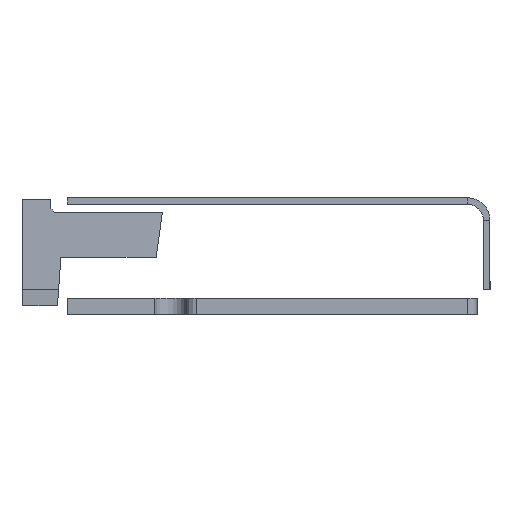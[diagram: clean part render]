
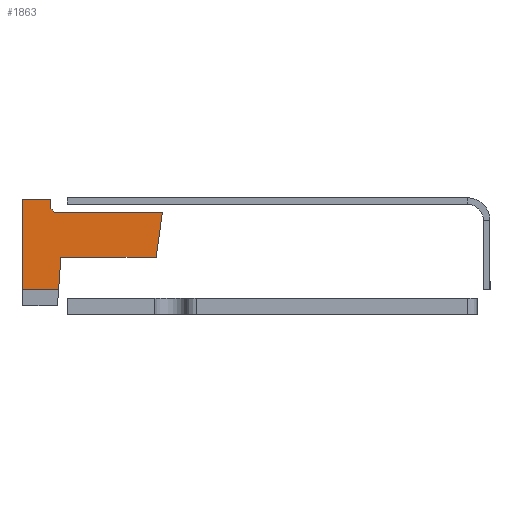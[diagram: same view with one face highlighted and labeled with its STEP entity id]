
A CAD part, left-side view. The second image highlights one B-rep face of the part: STEP entity #1863.
In plain terms, the highlighted planar face has unit normal (-0.999, 0, 0.035).
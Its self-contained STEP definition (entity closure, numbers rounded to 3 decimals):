
#12 = EDGE_CURVE ( 'NONE', #2326, #436, #1304, .T. ) ;
#34 = CARTESIAN_POINT ( 'NONE',  ( -2., 0., -1. ) ) ;
#52 = DIRECTION ( 'NONE',  ( 0.035, 0., 0.999 ) ) ;
#113 = ORIENTED_EDGE ( 'NONE', *, *, #1889, .T. ) ;
#132 = ORIENTED_EDGE ( 'NONE', *, *, #1695, .F. ) ;
#148 = CARTESIAN_POINT ( 'NONE',  ( -1.916, 3.35, 1.4 ) ) ;
#157 = EDGE_CURVE ( 'NONE', #823, #685, #1137, .T. ) ;
#205 = CARTESIAN_POINT ( 'NONE',  ( -1.916, 0., 1.4 ) ) ;
#255 = DIRECTION ( 'NONE',  ( -0.035, 0.07, -0.997 ) ) ;
#258 = CARTESIAN_POINT ( 'NONE',  ( -1.965, 0.197, 0. ) ) ;
#263 = DIRECTION ( 'NONE',  ( -0.999, 0., 0.035 ) ) ;
#268 = VERTEX_POINT ( 'NONE', #205 ) ;
#277 = VECTOR ( 'NONE', #255, 1000. ) ;
#310 = DIRECTION ( 'NONE',  ( 0., -1., 0. ) ) ;
#395 = VECTOR ( 'NONE', #1900, 1000. ) ;
#436 = VERTEX_POINT ( 'NONE', #971 ) ;
#449 = CARTESIAN_POINT ( 'NONE',  ( -2., 4.35, -1. ) ) ;
#477 = DIRECTION ( 'NONE',  ( 0., -1., 0. ) ) ;
#492 = EDGE_LOOP ( 'NONE', ( #2438, #113, #1246, #1481, #1802, #1055, #816, #1220, #132 ) ) ;
#646 = LINE ( 'NONE', #1955, #1072 ) ;
#675 = VECTOR ( 'NONE', #477, 1000. ) ;
#685 = VERTEX_POINT ( 'NONE', #2367 ) ;
#716 = VECTOR ( 'NONE', #1257, 1000. ) ;
#799 = CARTESIAN_POINT ( 'NONE',  ( -2., 3.215, -1. ) ) ;
#807 = DIRECTION ( 'NONE',  ( 0.025, 0.707, 0.707 ) ) ;
#816 = ORIENTED_EDGE ( 'NONE', *, *, #157, .T. ) ;
#823 = VERTEX_POINT ( 'NONE', #148 ) ;
#825 = FACE_OUTER_BOUND ( 'NONE', #492, .T. ) ;
#920 = CARTESIAN_POINT ( 'NONE',  ( -2.017, 4.35, -1.499 ) ) ;
#944 = CARTESIAN_POINT ( 'NONE',  ( -1.916, 3.45, 1.397 ) ) ;
#971 = CARTESIAN_POINT ( 'NONE',  ( -1.902, 4.35, 1.8 ) ) ;
#1055 = ORIENTED_EDGE ( 'NONE', *, *, #2205, .F. ) ;
#1072 = VECTOR ( 'NONE', #310, 1000. ) ;
#1137 = LINE ( 'NONE', #2071, #2111 ) ;
#1144 = EDGE_CURVE ( 'NONE', #2235, #1940, #1546, .T. ) ;
#1151 = LINE ( 'NONE', #2092, #395 ) ;
#1213 = CARTESIAN_POINT ( 'NONE',  ( -1.902, 3.471, 1.8 ) ) ;
#1220 = ORIENTED_EDGE ( 'NONE', *, *, #1387, .F. ) ;
#1246 = ORIENTED_EDGE ( 'NONE', *, *, #1588, .F. ) ;
#1250 = VERTEX_POINT ( 'NONE', #1213 ) ;
#1257 = DIRECTION ( 'NONE',  ( 0., -1., 0. ) ) ;
#1304 = LINE ( 'NONE', #920, #1876 ) ;
#1387 = EDGE_CURVE ( 'NONE', #1250, #685, #1689, .T. ) ;
#1473 = DIRECTION ( 'NONE',  ( 0.035, 0., 0.999 ) ) ;
#1481 = ORIENTED_EDGE ( 'NONE', *, *, #1144, .F. ) ;
#1507 = EDGE_CURVE ( 'NONE', #268, #2235, #1151, .T. ) ;
#1546 = LINE ( 'NONE', #2299, #2242 ) ;
#1560 = PLANE ( 'NONE',  #1895 ) ;
#1588 = EDGE_CURVE ( 'NONE', #1940, #2038, #1783, .T. ) ;
#1629 = CARTESIAN_POINT ( 'NONE',  ( -1.902, 3.45, 1.8 ) ) ;
#1689 = LINE ( 'NONE', #944, #2116 ) ;
#1695 = EDGE_CURVE ( 'NONE', #436, #1250, #2218, .T. ) ;
#1732 = LINE ( 'NONE', #34, #675 ) ;
#1738 = DIRECTION ( 'NONE',  ( 0., 1., 0. ) ) ;
#1778 = CARTESIAN_POINT ( 'NONE',  ( -1.965, 3.145, 0. ) ) ;
#1783 = LINE ( 'NONE', #2141, #277 ) ;
#1802 = ORIENTED_EDGE ( 'NONE', *, *, #1507, .F. ) ;
#1863 = ADVANCED_FACE ( 'NONE', ( #825 ), #1560, .T. ) ;
#1876 = VECTOR ( 'NONE', #1473, 1000. ) ;
#1889 = EDGE_CURVE ( 'NONE', #2326, #2038, #1732, .T. ) ;
#1895 = AXIS2_PLACEMENT_3D ( 'NONE', #2137, #263, #52 ) ;
#1900 = DIRECTION ( 'NONE',  ( -0.035, 0.139, -0.99 ) ) ;
#1940 = VERTEX_POINT ( 'NONE', #1778 ) ;
#1955 = CARTESIAN_POINT ( 'NONE',  ( -1.916, 0., 1.4 ) ) ;
#2038 = VERTEX_POINT ( 'NONE', #799 ) ;
#2071 = CARTESIAN_POINT ( 'NONE',  ( -1.913, 3.454, 1.504 ) ) ;
#2092 = CARTESIAN_POINT ( 'NONE',  ( -1.916, 0., 1.397 ) ) ;
#2111 = VECTOR ( 'NONE', #807, 1000. ) ;
#2116 = VECTOR ( 'NONE', #2269, 1000. ) ;
#2137 = CARTESIAN_POINT ( 'NONE',  ( -2., 0., -1. ) ) ;
#2141 = CARTESIAN_POINT ( 'NONE',  ( -2.017, 3.25, -1.499 ) ) ;
#2205 = EDGE_CURVE ( 'NONE', #823, #268, #646, .T. ) ;
#2218 = LINE ( 'NONE', #1629, #716 ) ;
#2235 = VERTEX_POINT ( 'NONE', #258 ) ;
#2242 = VECTOR ( 'NONE', #1738, 1000. ) ;
#2269 = DIRECTION ( 'NONE',  ( -0.035, -0.052, -0.998 ) ) ;
#2299 = CARTESIAN_POINT ( 'NONE',  ( -1.965, 0., 0. ) ) ;
#2326 = VERTEX_POINT ( 'NONE', #449 ) ;
#2367 = CARTESIAN_POINT ( 'NONE',  ( -1.913, 3.456, 1.506 ) ) ;
#2438 = ORIENTED_EDGE ( 'NONE', *, *, #12, .F. ) ;
